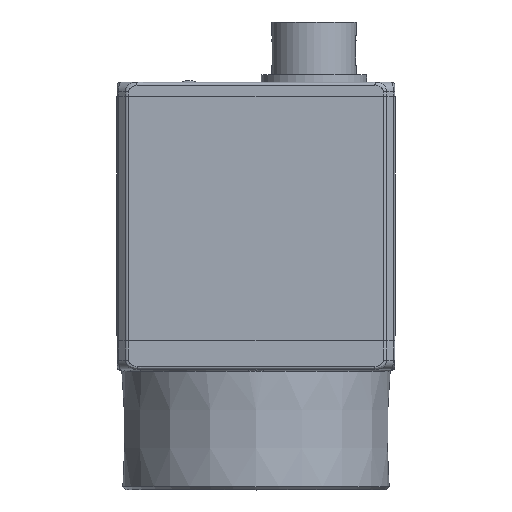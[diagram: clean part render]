
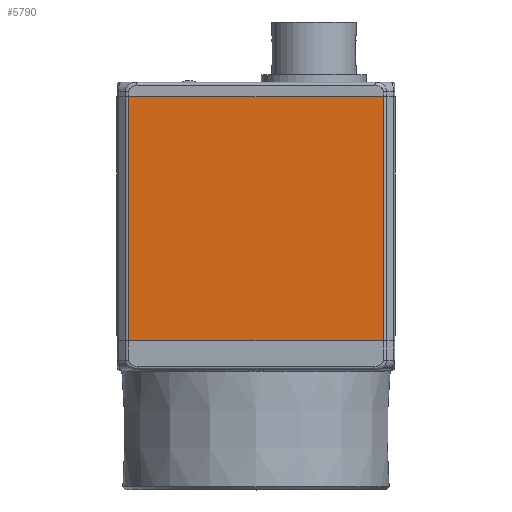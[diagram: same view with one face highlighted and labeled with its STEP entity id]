
A CAD part, top view. The second image highlights one B-rep face of the part: STEP entity #5790.
In plain terms, the highlighted planar face has unit normal (0, 0, 1).
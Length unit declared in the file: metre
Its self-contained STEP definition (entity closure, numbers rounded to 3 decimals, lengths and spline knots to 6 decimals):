
#5790=ADVANCED_FACE('0:433',(#16926),#16927,.T.);
#9362=EDGE_CURVE('0:5263',#22296,#22297,#22298,.T.);
#9514=EDGE_CURVE('0:5896',#22505,#22296,#22515,.T.);
#9516=EDGE_CURVE('0:5899',#22517,#22505,#22518,.T.);
#9518=EDGE_CURVE('0:5902',#22517,#22297,#22520,.T.);
#16926=FACE_OUTER_BOUND('',#32380,.T.);
#16927=PLANE('',#32381);
#22296=VERTEX_POINT('',#49866);
#22297=VERTEX_POINT('',#49867);
#22298=LINE('',#49868,#49869);
#22505=VERTEX_POINT('',#50348);
#22515=LINE('',#50396,#50397);
#22517=VERTEX_POINT('',#50400);
#22518=LINE('',#50401,#50402);
#22520=LINE('',#50405,#50406);
#32380=EDGE_LOOP('',(#69399,#69400,#69401,#69402));
#32381=AXIS2_PLACEMENT_3D('',#69403,#69404,#69405);
#49866=CARTESIAN_POINT('',(-0.013292,0.013499,0.029001));
#49867=CARTESIAN_POINT('',(-0.013293,-0.012001,0.029001));
#49868=CARTESIAN_POINT('',(-0.013292,0.013499,0.029001));
#49869=VECTOR('',#80841,1.0);
#50348=CARTESIAN_POINT('',(0.013292,0.013499,0.029001));
#50396=CARTESIAN_POINT('',(0.013292,0.013499,0.029001));
#50397=VECTOR('',#80941,1.0);
#50400=CARTESIAN_POINT('',(0.013293,-0.012001,0.029001));
#50401=CARTESIAN_POINT('',(0.013293,-0.012001,0.029001));
#50402=VECTOR('',#80942,1.0);
#50405=CARTESIAN_POINT('',(0.013293,-0.012001,0.029001));
#50406=VECTOR('',#80943,1.0);
#69399=ORIENTED_EDGE('',*,*,#9516,.T.);
#69400=ORIENTED_EDGE('',*,*,#9514,.T.);
#69401=ORIENTED_EDGE('',*,*,#9362,.T.);
#69402=ORIENTED_EDGE('',*,*,#9518,.F.);
#69403=CARTESIAN_POINT('',(0.,0.000749,0.029001));
#69404=DIRECTION('',(0.,0.,1.0));
#69405=DIRECTION('',(0.0,-1.0,0.));
#80841=DIRECTION('',(0.,-1.,0.));
#80941=DIRECTION('',(-1.0,0.,0.));
#80942=DIRECTION('',(0.,1.,0.));
#80943=DIRECTION('',(-1.,0.,0.));
